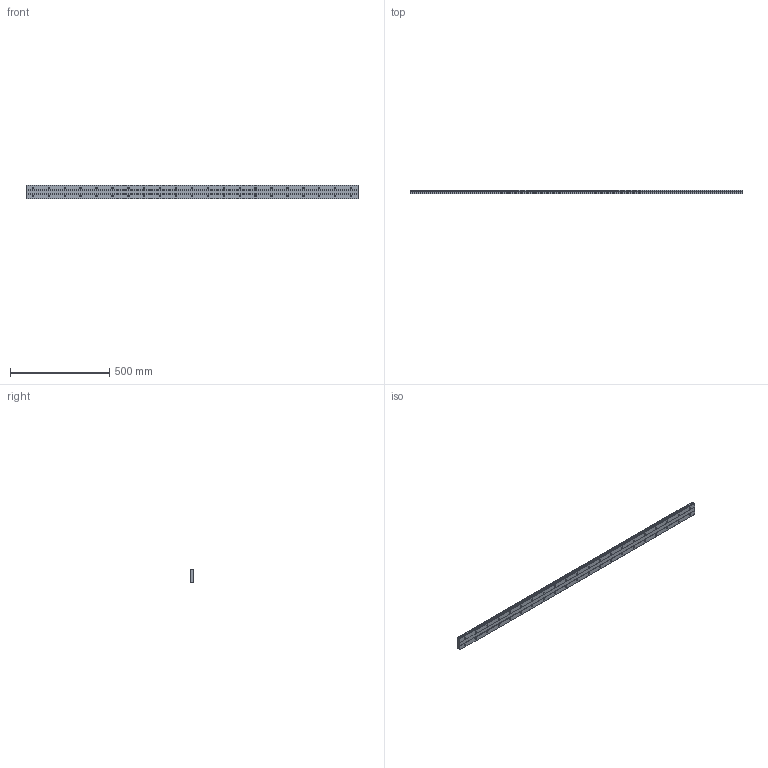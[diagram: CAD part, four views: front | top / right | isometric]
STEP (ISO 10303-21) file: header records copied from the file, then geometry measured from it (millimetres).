
FILE_DESCRIPTION (( 'STEP AP214' ), '1' );
FILE_NAME ('HRW35CA1SS-1670L_G35_0_B-M6F_781-7_0_0_0_1.STEP', '2021-07-06T12:44:48', ( '' ), ( '' ), 'SwSTEP 2.0', 'SolidWorks 2021', '' );
FILE_SCHEMA (( 'AUTOMOTIVE_DESIGN' ));
Length unit declared in the file: millimetre
Products named in the file (2): HRW35CA1SS-1670L_G35_0_B-M6F_781-7_0_0_0_1; _HRW35CA167035 Track
Assembly tree (1 placements, depth 2):
  HRW35CA1SS-1670L_G35_0_B-M6F_781-7_0_0_0_1
    _HRW35CA167035 Track
Bounding box: 1670 x 19 x 69 mm (x, y, z)
Volume: 1949131.1 mm3; surface area: 326171.7 mm2
Topology: 1 solids, 1 shells, 242 faces, 594 edges, 396 vertices
Faces by surface type: cylinder 172, plane 70
Entity records: 7556 total; most frequent: DIRECTION 1430, CARTESIAN_POINT 1236, ORIENTED_EDGE 1188, EDGE_CURVE 594, AXIS2_PLACEMENT_3D 590, VERTEX_POINT 396, EDGE_LOOP 368, CIRCLE 344
